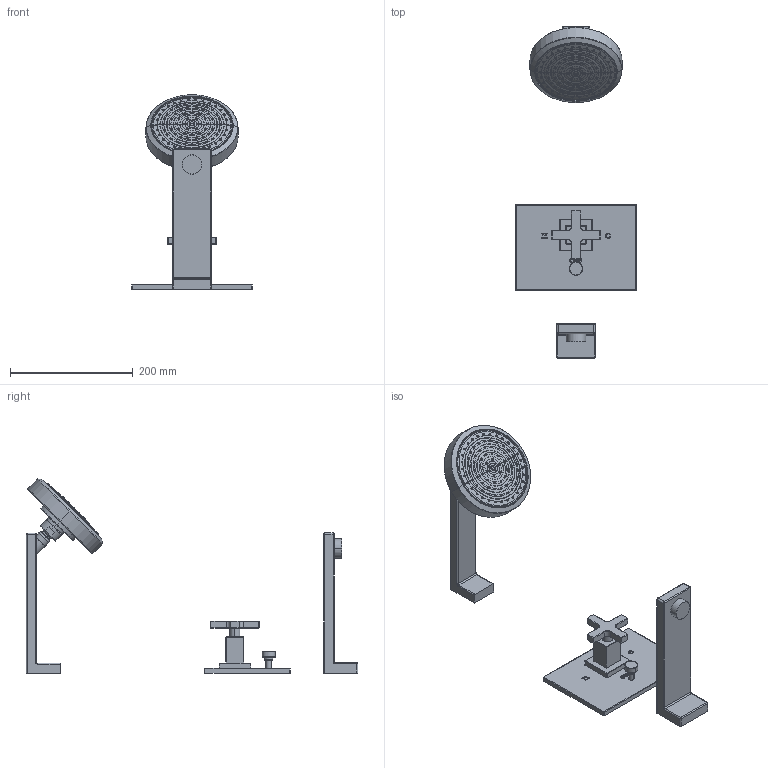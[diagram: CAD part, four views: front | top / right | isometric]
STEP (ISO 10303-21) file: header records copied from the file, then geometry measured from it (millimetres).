
FILE_DESCRIPTION((''),'2;1');
FILE_NAME('3-2992BP','2021-06-01T14:21:36',('jinson.thomas'),(''),'CREO PARAMETRIC BY PTC INC, 2018400','CREO PARAMETRIC BY PTC INC, 2018400','');
FILE_SCHEMA(('CONFIG_CONTROL_DESIGN'));
Length unit declared in the file: inch
Products named in the file (1): 3-2992BP
Bounding box: 196.85 x 541.02 x 317.29 mm (x, y, z)
Volume: 1379933.5 mm3; surface area: 212623.5 mm2
Topology: 3 solids, 3 shells, 1259 faces, 3252 edges, 2142 vertices
Faces by surface type: cylinder 296, torus 254, plane 196, cone 188, extrusion 178, sphere 136, bspline 11
Entity records: 48239 total; most frequent: CARTESIAN_POINT 18318, ORIENTED_EDGE 6504, DIRECTION 5741, EDGE_CURVE 3252, AXIS2_PLACEMENT_3D 2252, VERTEX_POINT 2142, EDGE_LOOP 1402, FACE_OUTER_BOUND 1259
